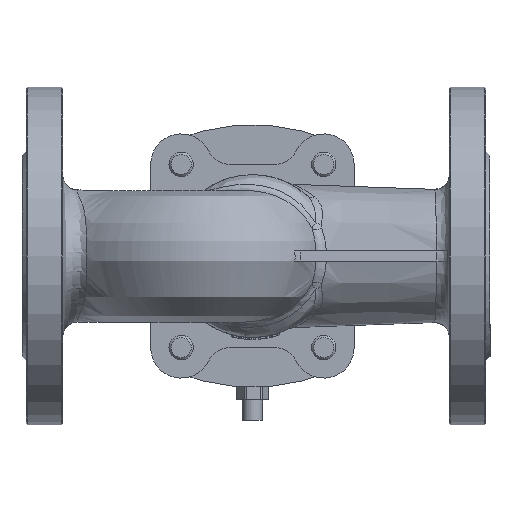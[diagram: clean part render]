
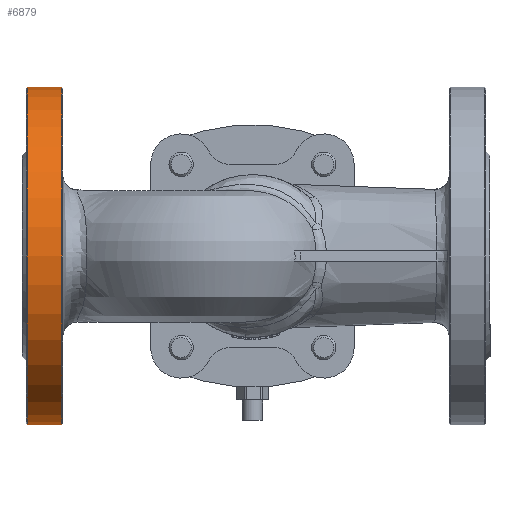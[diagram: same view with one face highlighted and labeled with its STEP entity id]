
A CAD part, front view. The second image highlights one B-rep face of the part: STEP entity #6879.
In plain terms, the highlighted cylindrical face has radius 83 mm (diameter 166 mm), a full revolution.
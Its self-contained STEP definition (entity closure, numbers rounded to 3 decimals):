
#827=FACE_OUTER_BOUND('',#1245,.T.);
#1245=EDGE_LOOP('',(#5060,#5061,#5062,#5063,#5064,#5065));
#1696=LINE('',#16731,#2046);
#2046=VECTOR('',#8606,83.);
#2368=CIRCLE('',#7489,83.);
#2369=CIRCLE('',#7490,83.);
#2370=CIRCLE('',#7492,83.);
#2371=CIRCLE('',#7493,83.);
#2916=VERTEX_POINT('',#16722);
#2917=VERTEX_POINT('',#16723);
#2918=VERTEX_POINT('',#16728);
#2919=VERTEX_POINT('',#16729);
#3692=EDGE_CURVE('',#2916,#2917,#2368,.T.);
#3693=EDGE_CURVE('',#2917,#2916,#2369,.T.);
#3695=EDGE_CURVE('',#2918,#2919,#2370,.T.);
#3696=EDGE_CURVE('',#2919,#2916,#1696,.T.);
#3697=EDGE_CURVE('',#2919,#2918,#2371,.T.);
#5060=ORIENTED_EDGE('',*,*,#3695,.T.);
#5061=ORIENTED_EDGE('',*,*,#3696,.T.);
#5062=ORIENTED_EDGE('',*,*,#3692,.T.);
#5063=ORIENTED_EDGE('',*,*,#3693,.T.);
#5064=ORIENTED_EDGE('',*,*,#3696,.F.);
#5065=ORIENTED_EDGE('',*,*,#3697,.T.);
#6402=CYLINDRICAL_SURFACE('',#7491,83.);
#6879=ADVANCED_FACE('',(#827),#6402,.T.);
#7489=AXIS2_PLACEMENT_3D('',#16724,#8597,#8598);
#7490=AXIS2_PLACEMENT_3D('',#16725,#8599,#8600);
#7491=AXIS2_PLACEMENT_3D('',#16727,#8602,#8603);
#7492=AXIS2_PLACEMENT_3D('',#16730,#8604,#8605);
#7493=AXIS2_PLACEMENT_3D('',#16732,#8607,#8608);
#8597=DIRECTION('center_axis',(1.,0.,0.));
#8598=DIRECTION('ref_axis',(0.,0.,1.));
#8599=DIRECTION('center_axis',(1.,0.,0.));
#8600=DIRECTION('ref_axis',(0.,0.,1.));
#8602=DIRECTION('center_axis',(1.,0.,0.));
#8603=DIRECTION('ref_axis',(0.,0.,-1.));
#8604=DIRECTION('center_axis',(-1.,0.,0.));
#8605=DIRECTION('ref_axis',(0.,0.,1.));
#8606=DIRECTION('',(-1.,0.,0.));
#8607=DIRECTION('center_axis',(-1.,0.,0.));
#8608=DIRECTION('ref_axis',(0.,0.,1.));
#16722=CARTESIAN_POINT('',(210.5,0.,83.));
#16723=CARTESIAN_POINT('',(210.5,0.,-83.));
#16724=CARTESIAN_POINT('Origin',(210.5,0.,0.));
#16725=CARTESIAN_POINT('Origin',(210.5,0.,0.));
#16727=CARTESIAN_POINT('Origin',(228.,0.,0.));
#16728=CARTESIAN_POINT('',(227.5,0.,-83.));
#16729=CARTESIAN_POINT('',(227.5,0.,83.));
#16730=CARTESIAN_POINT('Origin',(227.5,0.,0.));
#16731=CARTESIAN_POINT('',(228.,0.,83.));
#16732=CARTESIAN_POINT('Origin',(227.5,0.,0.));
